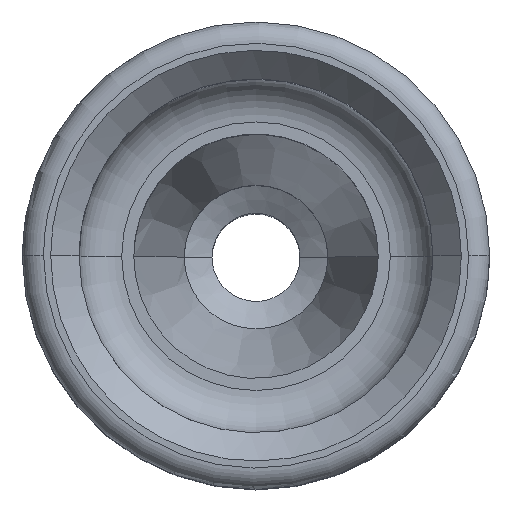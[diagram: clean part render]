
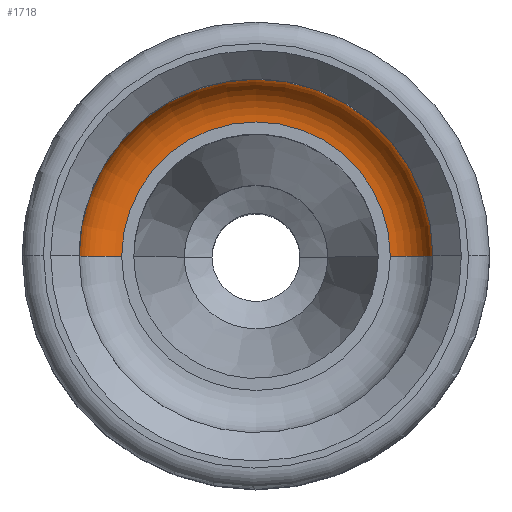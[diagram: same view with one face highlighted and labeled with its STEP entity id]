
A CAD part, top view. The second image highlights one B-rep face of the part: STEP entity #1718.
In plain terms, the highlighted toroidal (fillet/blend) face has major radius 2.4 mm and minor radius 0.762 mm.
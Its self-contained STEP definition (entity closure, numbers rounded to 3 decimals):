
#1637=AXIS2_PLACEMENT_3D('Circle Axis2P3D',#1635,#1636,$) ;
#1687=AXIS2_PLACEMENT_3D('Circle Axis2P3D',#1685,#1686,$) ;
#1692=AXIS2_PLACEMENT_3D('Circle Axis2P3D',#1690,#1691,$) ;
#1705=AXIS2_PLACEMENT_3D('Torus Axis2P3D',#1702,#1703,#1704) ;
#1709=AXIS2_PLACEMENT_3D('Circle Axis2P3D',#1707,#1708,$) ;
#1632=CARTESIAN_POINT('Vertex',(1.016,4.178,20.828)) ;
#1635=CARTESIAN_POINT('Axis2P3D Location',(4.178,4.178,20.828)) ;
#1639=CARTESIAN_POINT('Vertex',(7.341,4.178,20.828)) ;
#1680=CARTESIAN_POINT('Vertex',(1.778,4.178,20.066)) ;
#1682=CARTESIAN_POINT('Vertex',(6.579,4.178,20.066)) ;
#1685=CARTESIAN_POINT('Axis2P3D Location',(1.778,4.178,20.828)) ;
#1690=CARTESIAN_POINT('Axis2P3D Location',(6.579,4.178,20.828)) ;
#1702=CARTESIAN_POINT('Axis2P3D Location',(4.178,4.178,20.828)) ;
#1707=CARTESIAN_POINT('Axis2P3D Location',(4.178,4.178,20.066)) ;
#1636=DIRECTION('Axis2P3D Direction',(0.,0.,-1.)) ;
#1686=DIRECTION('Axis2P3D Direction',(0.,1.,-0.)) ;
#1691=DIRECTION('Axis2P3D Direction',(0.,-1.,0.)) ;
#1703=DIRECTION('Axis2P3D Direction',(0.,0.,1.)) ;
#1704=DIRECTION('Axis2P3D XDirection',(0.988,-0.156,0.)) ;
#1708=DIRECTION('Axis2P3D Direction',(0.,0.,1.)) ;
#1713=ORIENTED_EDGE('',*,*,#1641,.T.) ;
#1714=ORIENTED_EDGE('',*,*,#1689,.F.) ;
#1715=ORIENTED_EDGE('',*,*,#1711,.F.) ;
#1716=ORIENTED_EDGE('',*,*,#1694,.T.) ;
#1718=ADVANCED_FACE('Koerper.2',(#1717),#1706,.F.) ;
#1638=CIRCLE('generated circle',#1637,3.162) ;
#1688=CIRCLE('generated circle',#1687,0.762) ;
#1693=CIRCLE('generated circle',#1692,0.762) ;
#1710=CIRCLE('generated circle',#1709,2.4) ;
#1706=TOROIDAL_SURFACE('homeo Torus',#1705,2.4,0.762) ;
#1641=EDGE_CURVE('',#1640,#1633,#1638,.F.) ;
#1689=EDGE_CURVE('',#1681,#1633,#1688,.T.) ;
#1694=EDGE_CURVE('',#1683,#1640,#1693,.T.) ;
#1711=EDGE_CURVE('',#1683,#1681,#1710,.T.) ;
#1712=EDGE_LOOP('',(#1713,#1714,#1715,#1716)) ;
#1717=FACE_OUTER_BOUND('',#1712,.T.) ;
#1633=VERTEX_POINT('',#1632) ;
#1640=VERTEX_POINT('',#1639) ;
#1681=VERTEX_POINT('',#1680) ;
#1683=VERTEX_POINT('',#1682) ;
